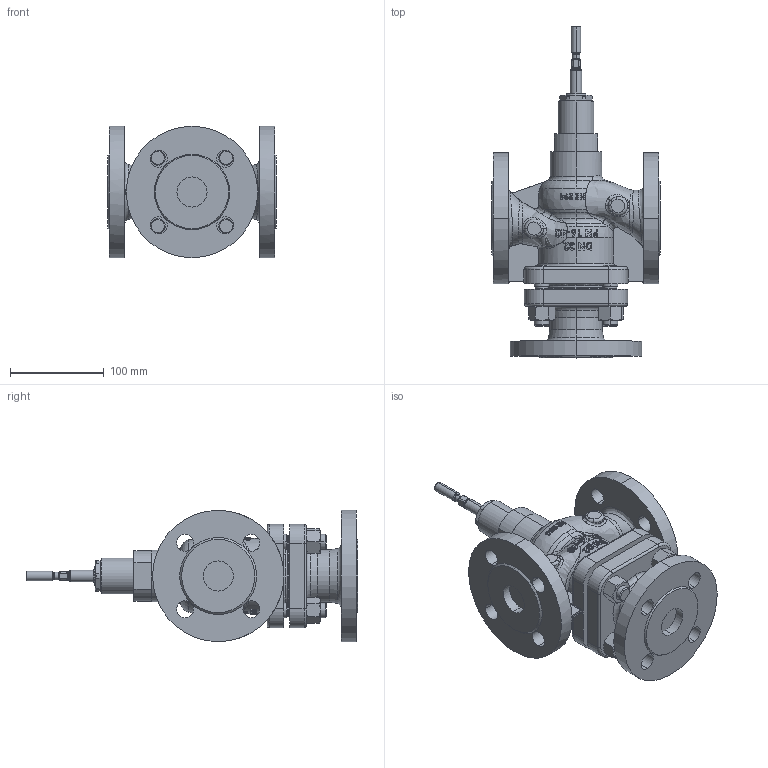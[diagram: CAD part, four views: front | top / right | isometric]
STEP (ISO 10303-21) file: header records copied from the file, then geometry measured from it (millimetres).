
FILE_DESCRIPTION (( 'STEP AP214' ), '1' );
FILE_NAME ('BR325 DN32 XXX PN16-40 for MC_STEP (Defeature).STEP', '2015-02-27T16:25:49', ( 'tdietz' ), ( '' ), 'SwSTEP 2.0', 'SolidWorks 2014', '' );
FILE_SCHEMA (( 'AUTOMOTIVE_DESIGN' ));
Length unit declared in the file: millimetre
Products named in the file (1): BR325 DN32 XXX PN16-40 for MC_STEP (Defeature)
Bounding box: 180 x 354 x 140 mm (x, y, z)
Volume: 2084443.9 mm3; surface area: 234280 mm2
Topology: 1 solids, 1 shells, 1064 faces, 2788 edges, 1782 vertices
Faces by surface type: plane 372, bspline 293, cylinder 191, cone 102, torus 81, sphere 25
Entity records: 165783 total; most frequent: CARTESIAN_POINT 139092, ORIENTED_EDGE 5514, DIRECTION 4393, EDGE_CURVE 2757, VERTEX_POINT 1765, AXIS2_PLACEMENT_3D 1761, EDGE_LOOP 1166, FACE_OUTER_BOUND 1064
